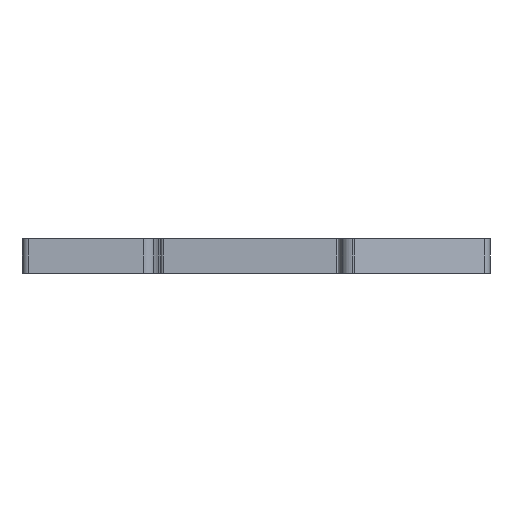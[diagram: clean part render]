
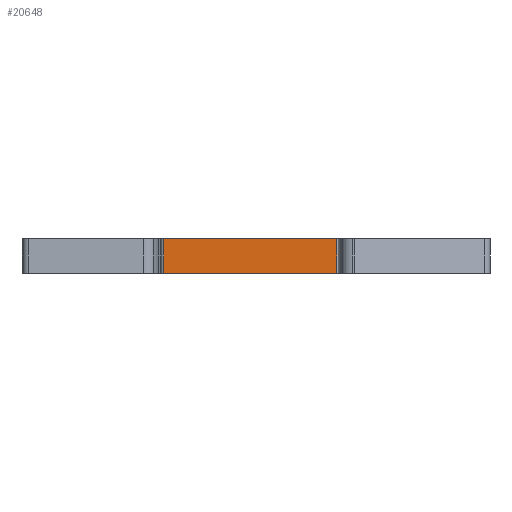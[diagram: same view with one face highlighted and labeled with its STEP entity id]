
A CAD part, front view. The second image highlights one B-rep face of the part: STEP entity #20648.
In plain terms, the highlighted planar face has unit normal (0, -1, 0).
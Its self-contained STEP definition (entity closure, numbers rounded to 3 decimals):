
#385=DIRECTION('',(1.,0.,0.));
#386=VECTOR('',#385,30.895);
#387=CARTESIAN_POINT('',(-12.645,0.,-3.1));
#388=LINE('',#387,#386);
#1730=DIRECTION('',(1.,0.,0.));
#1731=VECTOR('',#1730,30.895);
#1732=CARTESIAN_POINT('',(-12.645,0.,3.1));
#1733=LINE('',#1732,#1731);
#4467=DIRECTION('',(0.,0.,1.));
#4468=VECTOR('',#4467,6.2);
#4469=CARTESIAN_POINT('',(-12.645,0.,-3.1));
#4470=LINE('',#4469,#4468);
#4471=DIRECTION('',(0.,0.,1.));
#4472=VECTOR('',#4471,6.2);
#4473=CARTESIAN_POINT('',(18.25,0.,-3.1));
#4474=LINE('',#4473,#4472);
#13351=CARTESIAN_POINT('',(-12.645,0.,-3.1));
#13352=VERTEX_POINT('',#13351);
#13353=CARTESIAN_POINT('',(18.25,0.,-3.1));
#13354=VERTEX_POINT('',#13353);
#13717=CARTESIAN_POINT('',(-12.645,0.,3.1));
#13718=VERTEX_POINT('',#13717);
#13719=CARTESIAN_POINT('',(18.25,0.,3.1));
#13720=VERTEX_POINT('',#13719);
#20636=CARTESIAN_POINT('',(-12.645,0.,-3.1));
#20637=DIRECTION('',(0.,-1.,0.));
#20638=DIRECTION('',(1.,0.,0.));
#20639=AXIS2_PLACEMENT_3D('',#20636,#20637,#20638);
#20640=PLANE('',#20639);
#20641=ORIENTED_EDGE('',*,*,#16865,.F.);
#20642=ORIENTED_EDGE('',*,*,#20631,.T.);
#20643=ORIENTED_EDGE('',*,*,#17628,.T.);
#20645=ORIENTED_EDGE('',*,*,#20644,.F.);
#20646=EDGE_LOOP('',(#20641,#20642,#20643,#20645));
#20647=FACE_OUTER_BOUND('',#20646,.F.);
#20648=ADVANCED_FACE('',(#20647),#20640,.T.);
#16865=EDGE_CURVE('',#13352,#13354,#388,.T.);
#17628=EDGE_CURVE('',#13718,#13720,#1733,.T.);
#20631=EDGE_CURVE('',#13352,#13718,#4470,.T.);
#20644=EDGE_CURVE('',#13354,#13720,#4474,.T.);
